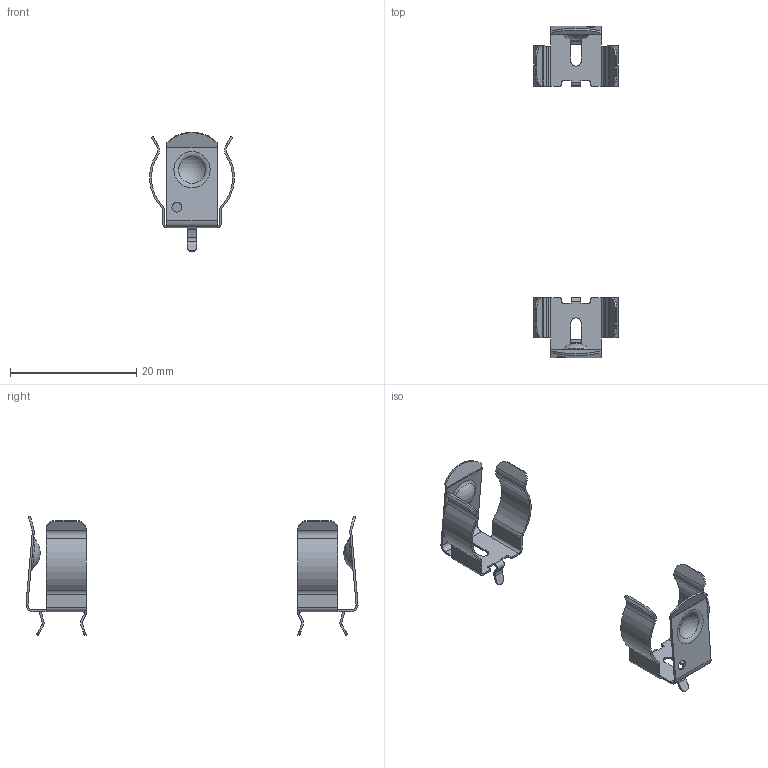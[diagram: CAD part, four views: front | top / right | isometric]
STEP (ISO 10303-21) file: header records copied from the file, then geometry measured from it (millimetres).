
FILE_DESCRIPTION(('FreeCAD Model'),'2;1');
FILE_NAME('Open CASCADE Shape Model','2022-07-12T22:41:02',(''),(''), 'Open CASCADE STEP processor 7.6','FreeCAD','Unknown');
FILE_SCHEMA(('AUTOMOTIVE_DESIGN { 1 0 10303 214 1 1 1 1 }'));
Length unit declared in the file: millimetre
Products named in the file (1): Group001
Bounding box: 13.42 x 52.56 x 18.94 mm (x, y, z)
Volume: 236.1 mm3; surface area: 1644.7 mm2
Topology: 2 solids, 2 shells, 270 faces, 594 edges, 332 vertices
Faces by surface type: plane 176, cylinder 86, torus 4, sphere 4
Full cylindrical faces by diameter (mm): 1.575 x2
Entity records: 15119 total; most frequent: CARTESIAN_POINT 3191, DIRECTION 2230, LINE 1236, VECTOR 1236, ORIENTED_EDGE 1188, PCURVE 1188, DEFINITIONAL_REPRESENTATION 1188, EDGE_CURVE 594
